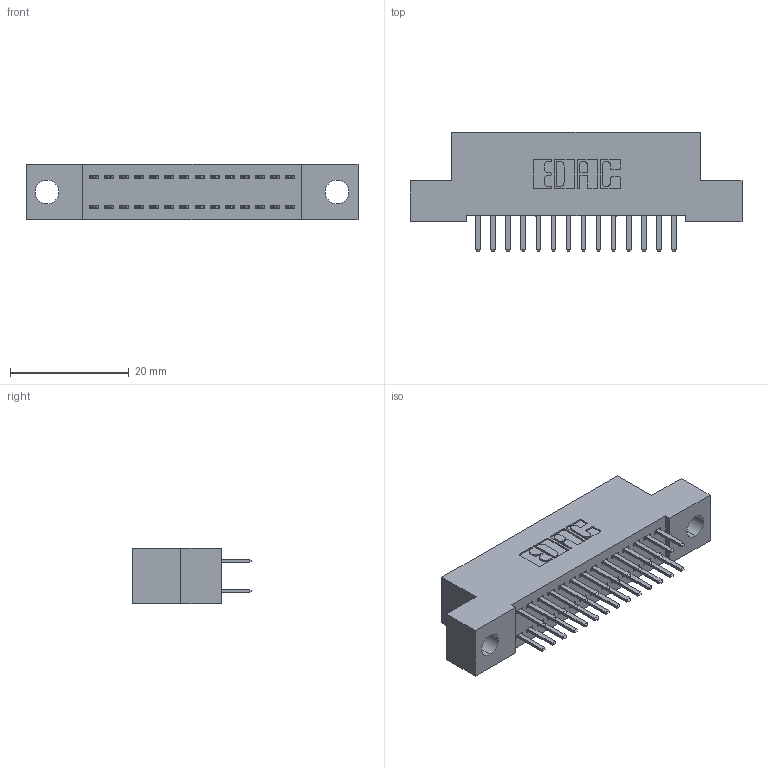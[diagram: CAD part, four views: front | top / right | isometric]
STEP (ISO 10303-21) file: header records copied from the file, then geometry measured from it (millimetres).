
FILE_DESCRIPTION (( 'STEP AP203' ), '1' );
FILE_NAME ('342-028-520-204.STEP', '2018-08-11T06:17:12', ( '' ), ( '' ), 'SwSTEP 2.0', 'SolidWorks 2016', '' );
FILE_SCHEMA (( 'CONFIG_CONTROL_DESIGN' ));
Length unit declared in the file: inch
Products named in the file (3): 342 Part_.156 TH; 345-292-001_345-293-120; 342-028-520-204
Assembly tree (29 placements, depth 2):
  342-028-520-204
    342 Part_.156 TH
    345-292-001_345-293-120  x28
Bounding box: 55.88 x 20.02 x 9.4 mm (x, y, z)
Volume: 4788.9 mm3; surface area: 6900.4 mm2
Topology: 29 solids, 29 shells, 1678 faces, 4863 edges, 3166 vertices
Faces by surface type: plane 1130, cylinder 548
Entity records: 12613 total; most frequent: CARTESIAN_POINT 2134, ORIENTED_EDGE 2058, DIRECTION 1861, EDGE_CURVE 1029, VECTOR 897, LINE 897, VERTEX_POINT 682, AXIS2_PLACEMENT_3D 482
